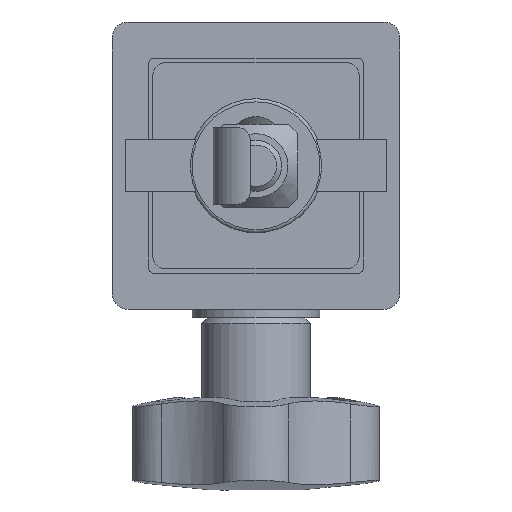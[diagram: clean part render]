
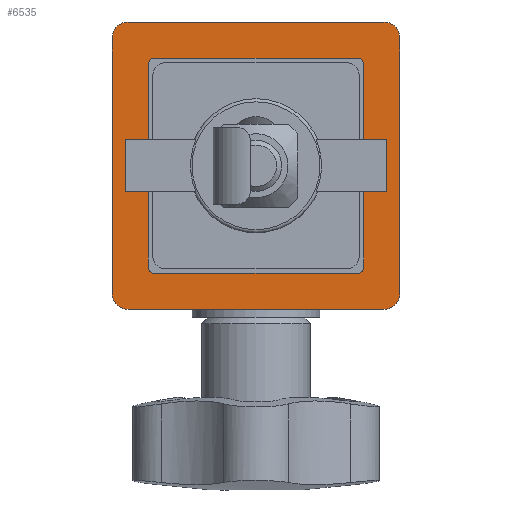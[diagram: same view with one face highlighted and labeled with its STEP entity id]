
A CAD part, front view. The second image highlights one B-rep face of the part: STEP entity #6535.
In plain terms, the highlighted planar face has unit normal (0, -1, 0).
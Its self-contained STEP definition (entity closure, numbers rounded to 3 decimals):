
#341=FACE_BOUND('',#2145,.T.);
#630=LINE('',#10328,#1131);
#649=LINE('',#10403,#1150);
#653=LINE('',#10415,#1154);
#657=LINE('',#10427,#1158);
#659=LINE('',#10435,#1160);
#661=LINE('',#10442,#1162);
#662=LINE('',#10446,#1163);
#663=LINE('',#10450,#1164);
#1131=VECTOR('',#8094,1.);
#1150=VECTOR('',#8159,1.);
#1154=VECTOR('',#8171,1.);
#1158=VECTOR('',#8183,1.);
#1160=VECTOR('',#8193,1.);
#1162=VECTOR('',#8201,1.);
#1163=VECTOR('',#8204,1.);
#1164=VECTOR('',#8207,1.);
#1540=PLANE('',#7143);
#1743=FACE_OUTER_BOUND('',#2144,.T.);
#2144=EDGE_LOOP('',(#4879,#4880,#4881,#4882,#4883,#4884,#4885,#4886));
#2145=EDGE_LOOP('',(#4887,#4888,#4889,#4890,#4891,#4892,#4893,#4894));
#2484=CIRCLE('',#7127,1.);
#2486=CIRCLE('',#7131,1.);
#2488=CIRCLE('',#7135,1.);
#2490=CIRCLE('',#7139,1.);
#2492=CIRCLE('',#7144,2.5);
#2493=CIRCLE('',#7145,2.5);
#2494=CIRCLE('',#7146,2.5);
#2495=CIRCLE('',#7147,2.5);
#2943=VERTEX_POINT('',#10324);
#2945=VERTEX_POINT('',#10327);
#2973=VERTEX_POINT('',#10390);
#2974=VERTEX_POINT('',#10391);
#2978=VERTEX_POINT('',#10401);
#2979=VERTEX_POINT('',#10405);
#2982=VERTEX_POINT('',#10413);
#2983=VERTEX_POINT('',#10417);
#2986=VERTEX_POINT('',#10425);
#2987=VERTEX_POINT('',#10429);
#2989=VERTEX_POINT('',#10439);
#2990=VERTEX_POINT('',#10441);
#2991=VERTEX_POINT('',#10443);
#2992=VERTEX_POINT('',#10445);
#2993=VERTEX_POINT('',#10447);
#2994=VERTEX_POINT('',#10449);
#3638=EDGE_CURVE('',#2945,#2943,#630,.T.);
#3669=EDGE_CURVE('',#2973,#2974,#2484,.T.);
#3675=EDGE_CURVE('',#2974,#2978,#649,.T.);
#3676=EDGE_CURVE('',#2978,#2979,#2486,.T.);
#3681=EDGE_CURVE('',#2979,#2982,#653,.T.);
#3682=EDGE_CURVE('',#2982,#2983,#2488,.T.);
#3687=EDGE_CURVE('',#2983,#2986,#657,.T.);
#3688=EDGE_CURVE('',#2986,#2987,#2490,.T.);
#3691=EDGE_CURVE('',#2987,#2973,#659,.T.);
#3693=EDGE_CURVE('',#2989,#2943,#2492,.T.);
#3694=EDGE_CURVE('',#2989,#2990,#661,.T.);
#3695=EDGE_CURVE('',#2991,#2990,#2493,.T.);
#3696=EDGE_CURVE('',#2991,#2992,#662,.T.);
#3697=EDGE_CURVE('',#2993,#2992,#2494,.T.);
#3698=EDGE_CURVE('',#2994,#2993,#663,.T.);
#3699=EDGE_CURVE('',#2945,#2994,#2495,.T.);
#4879=ORIENTED_EDGE('',*,*,#3693,.F.);
#4880=ORIENTED_EDGE('',*,*,#3694,.T.);
#4881=ORIENTED_EDGE('',*,*,#3695,.F.);
#4882=ORIENTED_EDGE('',*,*,#3696,.T.);
#4883=ORIENTED_EDGE('',*,*,#3697,.F.);
#4884=ORIENTED_EDGE('',*,*,#3698,.F.);
#4885=ORIENTED_EDGE('',*,*,#3699,.F.);
#4886=ORIENTED_EDGE('',*,*,#3638,.T.);
#4887=ORIENTED_EDGE('',*,*,#3669,.T.);
#4888=ORIENTED_EDGE('',*,*,#3675,.T.);
#4889=ORIENTED_EDGE('',*,*,#3676,.T.);
#4890=ORIENTED_EDGE('',*,*,#3681,.T.);
#4891=ORIENTED_EDGE('',*,*,#3682,.T.);
#4892=ORIENTED_EDGE('',*,*,#3687,.T.);
#4893=ORIENTED_EDGE('',*,*,#3688,.T.);
#4894=ORIENTED_EDGE('',*,*,#3691,.T.);
#6535=ADVANCED_FACE('',(#1743,#341),#1540,.F.);
#7127=AXIS2_PLACEMENT_3D('',#10392,#8149,#8150);
#7131=AXIS2_PLACEMENT_3D('',#10406,#8162,#8163);
#7135=AXIS2_PLACEMENT_3D('',#10418,#8174,#8175);
#7139=AXIS2_PLACEMENT_3D('',#10430,#8186,#8187);
#7143=AXIS2_PLACEMENT_3D('',#10438,#8197,#8198);
#7144=AXIS2_PLACEMENT_3D('',#10440,#8199,#8200);
#7145=AXIS2_PLACEMENT_3D('',#10444,#8202,#8203);
#7146=AXIS2_PLACEMENT_3D('',#10448,#8205,#8206);
#7147=AXIS2_PLACEMENT_3D('',#10451,#8208,#8209);
#8094=DIRECTION('',(-1.,0.,0.));
#8149=DIRECTION('center_axis',(0.,1.,0.));
#8150=DIRECTION('ref_axis',(-0.707,0.,0.707));
#8159=DIRECTION('',(1.,0.,0.));
#8162=DIRECTION('center_axis',(0.,1.,0.));
#8163=DIRECTION('ref_axis',(0.707,0.,0.707));
#8171=DIRECTION('',(0.,0.,-1.));
#8174=DIRECTION('center_axis',(0.,1.,0.));
#8175=DIRECTION('ref_axis',(0.707,0.,-0.707));
#8183=DIRECTION('',(-1.,0.,0.));
#8186=DIRECTION('center_axis',(0.,1.,0.));
#8187=DIRECTION('ref_axis',(-0.707,0.,-0.707));
#8193=DIRECTION('',(0.,0.,1.));
#8197=DIRECTION('center_axis',(0.,1.,0.));
#8198=DIRECTION('ref_axis',(-1.,0.,0.));
#8199=DIRECTION('center_axis',(0.,1.,0.));
#8200=DIRECTION('ref_axis',(-0.707,0.,0.707));
#8201=DIRECTION('',(0.,0.,-1.));
#8202=DIRECTION('center_axis',(0.,1.,0.));
#8203=DIRECTION('ref_axis',(-0.707,0.,-0.707));
#8204=DIRECTION('',(1.,0.,0.));
#8205=DIRECTION('center_axis',(0.,1.,0.));
#8206=DIRECTION('ref_axis',(0.707,0.,-0.707));
#8207=DIRECTION('',(0.,0.,-1.));
#8208=DIRECTION('center_axis',(0.,1.,0.));
#8209=DIRECTION('ref_axis',(0.707,0.,0.707));
#10324=CARTESIAN_POINT('',(-20.,-30.,0.));
#10327=CARTESIAN_POINT('',(20.,-30.,0.));
#10328=CARTESIAN_POINT('',(22.5,-30.,0.));
#10390=CARTESIAN_POINT('',(-16.85,-30.,-6.65));
#10391=CARTESIAN_POINT('',(-15.85,-30.,-5.65));
#10392=CARTESIAN_POINT('Origin',(-15.85,-30.,-6.65));
#10401=CARTESIAN_POINT('',(15.85,-30.,-5.65));
#10403=CARTESIAN_POINT('',(-8.425,-30.,-5.65));
#10405=CARTESIAN_POINT('',(16.85,-30.,-6.65));
#10406=CARTESIAN_POINT('Origin',(15.85,-30.,-6.65));
#10413=CARTESIAN_POINT('',(16.85,-30.,-38.35));
#10415=CARTESIAN_POINT('',(16.85,-30.,-14.075));
#10417=CARTESIAN_POINT('',(15.85,-30.,-39.35));
#10418=CARTESIAN_POINT('Origin',(15.85,-30.,-38.35));
#10425=CARTESIAN_POINT('',(-15.85,-30.,-39.35));
#10427=CARTESIAN_POINT('',(8.425,-30.,-39.35));
#10429=CARTESIAN_POINT('',(-16.85,-30.,-38.35));
#10430=CARTESIAN_POINT('Origin',(-15.85,-30.,-38.35));
#10435=CARTESIAN_POINT('',(-16.85,-30.,-30.925));
#10438=CARTESIAN_POINT('Origin',(0.,-30.,-22.5));
#10439=CARTESIAN_POINT('',(-22.5,-30.,-2.5));
#10440=CARTESIAN_POINT('Origin',(-20.,-30.,-2.5));
#10441=CARTESIAN_POINT('',(-22.5,-30.,-42.5));
#10442=CARTESIAN_POINT('',(-22.5,-30.,0.));
#10443=CARTESIAN_POINT('',(-20.,-30.,-45.));
#10444=CARTESIAN_POINT('Origin',(-20.,-30.,-42.5));
#10445=CARTESIAN_POINT('',(20.,-30.,-45.));
#10446=CARTESIAN_POINT('',(22.5,-30.,-45.));
#10447=CARTESIAN_POINT('',(22.5,-30.,-42.5));
#10448=CARTESIAN_POINT('Origin',(20.,-30.,-42.5));
#10449=CARTESIAN_POINT('',(22.5,-30.,-2.5));
#10450=CARTESIAN_POINT('',(22.5,-30.,0.));
#10451=CARTESIAN_POINT('Origin',(20.,-30.,-2.5));
